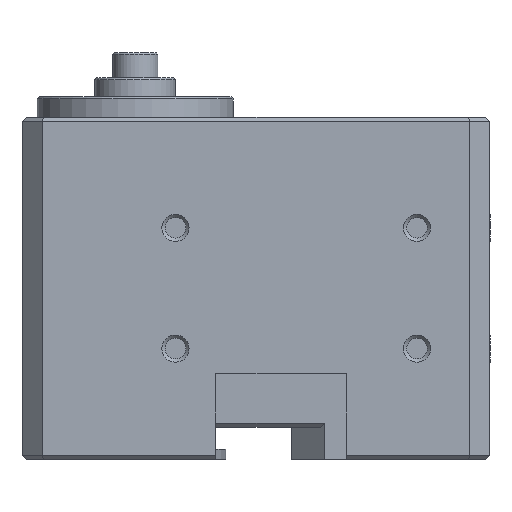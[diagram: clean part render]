
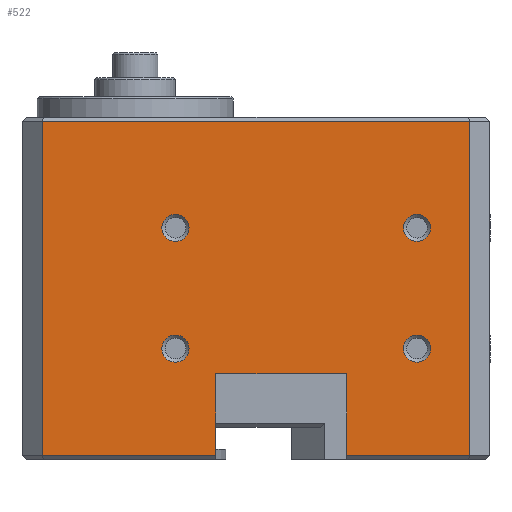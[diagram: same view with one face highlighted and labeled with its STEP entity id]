
A CAD part, left-side view. The second image highlights one B-rep face of the part: STEP entity #522.
In plain terms, the highlighted planar face has unit normal (-1, 0, 0).
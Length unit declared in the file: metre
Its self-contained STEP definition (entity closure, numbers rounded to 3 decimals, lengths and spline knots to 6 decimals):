
#516 = EDGE_CURVE( '', #1479, #1479, #1480, .T. );
#522 = ADVANCED_FACE( '', ( #1489, #1490, #1491, #1492, #1493 ), #1494, .T. );
#546 = EDGE_CURVE( '', #1539, #1540, #1541, .T. );
#614 = EDGE_CURVE( '', #1657, #1657, #1658, .T. );
#648 = EDGE_CURVE( '', #1711, #1427, #1712, .T. );
#650 = EDGE_CURVE( '', #1714, #1715, #1716, .T. );
#758 = EDGE_CURVE( '', #1894, #1427, #1895, .T. );
#832 = EDGE_CURVE( '', #1553, #1539, #2023, .T. );
#872 = EDGE_CURVE( '', #1714, #1540, #2080, .T. );
#1132 = EDGE_CURVE( '', #1711, #1715, #2476, .T. );
#1178 = EDGE_CURVE( '', #1894, #1553, #2544, .T. );
#1184 = EDGE_CURVE( '', #2551, #2551, #2552, .T. );
#1278 = EDGE_CURVE( '', #2698, #2698, #2699, .T. );
#1427 = VERTEX_POINT( '', #2915 );
#1479 = VERTEX_POINT( '', #2979 );
#1480 = CIRCLE( '', #2980, 0.00135 );
#1489 = FACE_OUTER_BOUND( '', #2990, .T. );
#1490 = FACE_BOUND( '', #2991, .T. );
#1491 = FACE_BOUND( '', #2992, .T. );
#1492 = FACE_BOUND( '', #2993, .T. );
#1493 = FACE_BOUND( '', #2994, .T. );
#1494 = PLANE( '', #2995 );
#1539 = VERTEX_POINT( '', #3050 );
#1540 = VERTEX_POINT( '', #3051 );
#1541 = LINE( '', #3052, #3053 );
#1553 = VERTEX_POINT( '', #3068 );
#1657 = VERTEX_POINT( '', #3194 );
#1658 = CIRCLE( '', #3195, 0.00135 );
#1711 = VERTEX_POINT( '', #3261 );
#1712 = LINE( '', #3262, #3263 );
#1714 = VERTEX_POINT( '', #3266 );
#1715 = VERTEX_POINT( '', #3267 );
#1716 = LINE( '', #3268, #3269 );
#1894 = VERTEX_POINT( '', #3491 );
#1895 = LINE( '', #3492, #3493 );
#2023 = LINE( '', #3653, #3654 );
#2080 = LINE( '', #3734, #3735 );
#2476 = LINE( '', #4249, #4250 );
#2544 = LINE( '', #4337, #4338 );
#2551 = VERTEX_POINT( '', #4349 );
#2552 = CIRCLE( '', #4350, 0.00135 );
#2698 = VERTEX_POINT( '', #4532 );
#2699 = CIRCLE( '', #4533, 0.00135 );
#2915 = CARTESIAN_POINT( '', ( -0.01425, 0.00925, -0.0166 ) );
#2979 = CARTESIAN_POINT( '', ( -0.01425, -0.02665, -0.006 ) );
#2980 = AXIS2_PLACEMENT_3D( '', #4856, #4857, #4858 );
#2990 = EDGE_LOOP( '', ( #4869, #4870, #4871, #4872, #4873, #4874, #4875, #4876 ) );
#2991 = EDGE_LOOP( '', ( #4877 ) );
#2992 = EDGE_LOOP( '', ( #4878 ) );
#2993 = EDGE_LOOP( '', ( #4879 ) );
#2994 = EDGE_LOOP( '', ( #4880 ) );
#2995 = AXIS2_PLACEMENT_3D( '', #4881, #4882, #4883 );
#3050 = CARTESIAN_POINT( '', ( -0.01425, -0.03325, -0.0166 ) );
#3051 = CARTESIAN_POINT( '', ( -0.01425, -0.021, -0.0166 ) );
#3052 = CARTESIAN_POINT( '', ( -0.01425, -0.03325, -0.0166 ) );
#3053 = VECTOR( '', #4938, 1. );
#3068 = CARTESIAN_POINT( '', ( -0.01425, -0.03325, 0.0166 ) );
#3194 = CARTESIAN_POINT( '', ( -0.01425, -0.02665, 0.006 ) );
#3195 = AXIS2_PLACEMENT_3D( '', #5079, #5080, #5081 );
#3261 = CARTESIAN_POINT( '', ( -0.01425, -0.008, -0.0166 ) );
#3262 = CARTESIAN_POINT( '', ( -0.01425, -0.008, -0.0166 ) );
#3263 = VECTOR( '', #5150, 1. );
#3266 = CARTESIAN_POINT( '', ( -0.01425, -0.021, -0.0085 ) );
#3267 = CARTESIAN_POINT( '', ( -0.01425, -0.008, -0.0085 ) );
#3268 = CARTESIAN_POINT( '', ( -0.01425, -0.021, -0.0085 ) );
#3269 = VECTOR( '', #5151, 1. );
#3491 = CARTESIAN_POINT( '', ( -0.01425, 0.00925, 0.0166 ) );
#3492 = CARTESIAN_POINT( '', ( -0.01425, 0.00925, 0.0166 ) );
#3493 = VECTOR( '', #5373, 1. );
#3653 = CARTESIAN_POINT( '', ( -0.01425, -0.03325, 0.0166 ) );
#3654 = VECTOR( '', #5534, 1. );
#3734 = CARTESIAN_POINT( '', ( -0.01425, -0.021, -0.0085 ) );
#3735 = VECTOR( '', #5594, 1. );
#4249 = CARTESIAN_POINT( '', ( -0.01425, -0.008, -0.0166 ) );
#4250 = VECTOR( '', #6088, 1. );
#4337 = CARTESIAN_POINT( '', ( -0.01425, 0.00925, 0.0166 ) );
#4338 = VECTOR( '', #6179, 1. );
#4349 = CARTESIAN_POINT( '', ( -0.01425, -0.00265, 0.006 ) );
#4350 = AXIS2_PLACEMENT_3D( '', #6184, #6185, #6186 );
#4532 = CARTESIAN_POINT( '', ( -0.01425, -0.00265, -0.006 ) );
#4533 = AXIS2_PLACEMENT_3D( '', #6392, #6393, #6394 );
#4856 = CARTESIAN_POINT( '', ( -0.01425, -0.028, -0.006 ) );
#4857 = DIRECTION( '', ( 1., 0., 0. ) );
#4858 = DIRECTION( '', ( 0., 1., 0. ) );
#4869 = ORIENTED_EDGE( '', *, *, #758, .T. );
#4870 = ORIENTED_EDGE( '', *, *, #648, .F. );
#4871 = ORIENTED_EDGE( '', *, *, #1132, .T. );
#4872 = ORIENTED_EDGE( '', *, *, #650, .F. );
#4873 = ORIENTED_EDGE( '', *, *, #872, .T. );
#4874 = ORIENTED_EDGE( '', *, *, #546, .F. );
#4875 = ORIENTED_EDGE( '', *, *, #832, .F. );
#4876 = ORIENTED_EDGE( '', *, *, #1178, .F. );
#4877 = ORIENTED_EDGE( '', *, *, #1184, .T. );
#4878 = ORIENTED_EDGE( '', *, *, #516, .T. );
#4879 = ORIENTED_EDGE( '', *, *, #614, .T. );
#4880 = ORIENTED_EDGE( '', *, *, #1278, .T. );
#4881 = CARTESIAN_POINT( '', ( -0.01425, 0.01125, -0.017 ) );
#4882 = DIRECTION( '', ( -1., 0., 0. ) );
#4883 = DIRECTION( '', ( 0., 0., 1. ) );
#4938 = DIRECTION( '', ( 0., 1., 0. ) );
#5079 = CARTESIAN_POINT( '', ( -0.01425, -0.028, 0.006 ) );
#5080 = DIRECTION( '', ( 1., 0., 0. ) );
#5081 = DIRECTION( '', ( 0., 1., 0. ) );
#5150 = DIRECTION( '', ( 0., 1., 0. ) );
#5151 = DIRECTION( '', ( 0., 1., 0. ) );
#5373 = DIRECTION( '', ( 0., 0., -1. ) );
#5534 = DIRECTION( '', ( 0., 0., -1. ) );
#5594 = DIRECTION( '', ( 0., 0., -1. ) );
#6088 = DIRECTION( '', ( 0., 0., 1. ) );
#6179 = DIRECTION( '', ( 0., -1., 0. ) );
#6184 = CARTESIAN_POINT( '', ( -0.01425, -0.004, 0.006 ) );
#6185 = DIRECTION( '', ( 1., 0., 0. ) );
#6186 = DIRECTION( '', ( 0., 1., 0. ) );
#6392 = CARTESIAN_POINT( '', ( -0.01425, -0.004, -0.006 ) );
#6393 = DIRECTION( '', ( 1., 0., 0. ) );
#6394 = DIRECTION( '', ( 0., 1., 0. ) );
